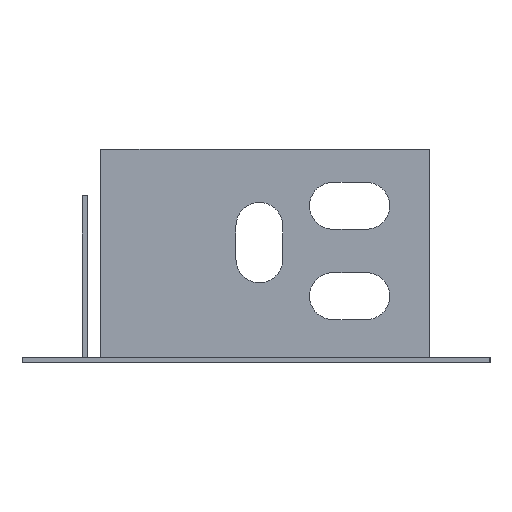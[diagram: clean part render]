
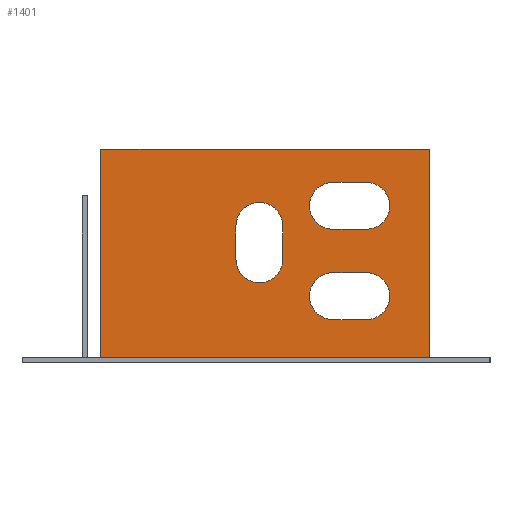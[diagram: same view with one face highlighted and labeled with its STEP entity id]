
A CAD part, left-side view. The second image highlights one B-rep face of the part: STEP entity #1401.
In plain terms, the highlighted planar face has unit normal (-1, 0, 0).
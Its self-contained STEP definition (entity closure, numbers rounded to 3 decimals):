
#5 = DIRECTION ( 'NONE',  ( 0., -1., 0. ) ) ;
#24 = PLANE ( 'NONE',  #199 ) ;
#49 = CARTESIAN_POINT ( 'NONE',  ( -75.8, -26., 32. ) ) ;
#56 = LINE ( 'NONE', #2173, #3149 ) ;
#77 = CARTESIAN_POINT ( 'NONE',  ( -75.8, -11.5, 10. ) ) ;
#87 = CIRCLE ( 'NONE', #1538, 3.5 ) ;
#91 = EDGE_CURVE ( 'NONE', #2115, #144, #2940, .T. ) ;
#95 = CARTESIAN_POINT ( 'NONE',  ( -75.8, -11.5, 23.5 ) ) ;
#98 = DIRECTION ( 'NONE',  ( 0., -1., 0. ) ) ;
#120 = DIRECTION ( 'NONE',  ( 0., 1., 0. ) ) ;
#144 = VERTEX_POINT ( 'NONE', #1819 ) ;
#159 = CARTESIAN_POINT ( 'NONE',  ( -75.8, -0.5, 15.5 ) ) ;
#161 = VECTOR ( 'NONE', #424, 1000. ) ;
#199 = AXIS2_PLACEMENT_3D ( 'NONE', #1817, #2111, #319 ) ;
#211 = EDGE_CURVE ( 'NONE', #1392, #512, #1778, .T. ) ;
#216 = EDGE_CURVE ( 'NONE', #144, #2687, #87, .T. ) ;
#240 = CIRCLE ( 'NONE', #2945, 3.5 ) ;
#268 = EDGE_LOOP ( 'NONE', ( #3101, #823, #1607, #2396, #1710 ) ) ;
#306 = EDGE_CURVE ( 'NONE', #1175, #536, #240, .T. ) ;
#310 = CARTESIAN_POINT ( 'NONE',  ( -75.8, -16.5, 27. ) ) ;
#319 = DIRECTION ( 'NONE',  ( 0., 0., -1. ) ) ;
#334 = VERTEX_POINT ( 'NONE', #2002 ) ;
#366 = DIRECTION ( 'NONE',  ( 0., 0., -1. ) ) ;
#383 = DIRECTION ( 'NONE',  ( 0., 0., -1. ) ) ;
#424 = DIRECTION ( 'NONE',  ( 0., 0., 1. ) ) ;
#441 = CARTESIAN_POINT ( 'NONE',  ( -75.8, -11.5, 27. ) ) ;
#456 = DIRECTION ( 'NONE',  ( 0., 0., -1. ) ) ;
#457 = CARTESIAN_POINT ( 'NONE',  ( -75.8, -16.5, 6.5 ) ) ;
#512 = VERTEX_POINT ( 'NONE', #3894 ) ;
#519 = VECTOR ( 'NONE', #648, 1000. ) ;
#536 = VERTEX_POINT ( 'NONE', #310 ) ;
#554 = EDGE_CURVE ( 'NONE', #1118, #3416, #810, .T. ) ;
#622 = DIRECTION ( 'NONE',  ( 0., 0., -1. ) ) ;
#623 = ORIENTED_EDGE ( 'NONE', *, *, #3534, .T. ) ;
#625 = EDGE_CURVE ( 'NONE', #1588, #3416, #2904, .T. ) ;
#628 = VECTOR ( 'NONE', #98, 1000. ) ;
#648 = DIRECTION ( 'NONE',  ( 0., 0., 1. ) ) ;
#678 = EDGE_CURVE ( 'NONE', #512, #2190, #2020, .T. ) ;
#743 = DIRECTION ( 'NONE',  ( 0., 1., 0. ) ) ;
#746 = CARTESIAN_POINT ( 'NONE',  ( -75.8, -0.5, 20.5 ) ) ;
#790 = EDGE_CURVE ( 'NONE', #536, #3883, #1645, .T. ) ;
#810 = LINE ( 'NONE', #2413, #3201 ) ;
#823 = ORIENTED_EDGE ( 'NONE', *, *, #905, .T. ) ;
#836 = EDGE_LOOP ( 'NONE', ( #623, #2211, #3007, #2306 ) ) ;
#837 = CARTESIAN_POINT ( 'NONE',  ( -75.8, 3., 20.5 ) ) ;
#850 = VECTOR ( 'NONE', #120, 1000. ) ;
#879 = VERTEX_POINT ( 'NONE', #3377 ) ;
#899 = DIRECTION ( 'NONE',  ( 0., 0., -1. ) ) ;
#905 = EDGE_CURVE ( 'NONE', #2984, #1588, #56, .T. ) ;
#959 = LINE ( 'NONE', #3591, #3171 ) ;
#1019 = CARTESIAN_POINT ( 'NONE',  ( -75.8, -11.5, 27. ) ) ;
#1025 = CARTESIAN_POINT ( 'NONE',  ( -75.8, -4., 20.5 ) ) ;
#1049 = DIRECTION ( 'NONE',  ( 0., 0., -1. ) ) ;
#1089 = CARTESIAN_POINT ( 'NONE',  ( -75.8, -26., 32. ) ) ;
#1094 = DIRECTION ( 'NONE',  ( -1., 0., 0. ) ) ;
#1118 = VERTEX_POINT ( 'NONE', #1089 ) ;
#1175 = VERTEX_POINT ( 'NONE', #2305 ) ;
#1218 = CARTESIAN_POINT ( 'NONE',  ( -75.8, -16.5, 13.5 ) ) ;
#1235 = ORIENTED_EDGE ( 'NONE', *, *, #678, .F. ) ;
#1254 = AXIS2_PLACEMENT_3D ( 'NONE', #746, #2833, #1049 ) ;
#1256 = EDGE_CURVE ( 'NONE', #2190, #3587, #2802, .T. ) ;
#1292 = DIRECTION ( 'NONE',  ( 0., -1., 0. ) ) ;
#1324 = ORIENTED_EDGE ( 'NONE', *, *, #1860, .F. ) ;
#1392 = VERTEX_POINT ( 'NONE', #1218 ) ;
#1401 = ADVANCED_FACE ( 'NONE', ( #1547, #3860, #3041, #3143 ), #24, .F. ) ;
#1403 = CARTESIAN_POINT ( 'NONE',  ( -75.8, -16.5, 23.5 ) ) ;
#1471 = CARTESIAN_POINT ( 'NONE',  ( -75.8, 3., 15.5 ) ) ;
#1538 = AXIS2_PLACEMENT_3D ( 'NONE', #159, #2243, #456 ) ;
#1547 = FACE_BOUND ( 'NONE', #3836, .T. ) ;
#1560 = LINE ( 'NONE', #2221, #161 ) ;
#1580 = VECTOR ( 'NONE', #743, 1000. ) ;
#1588 = VERTEX_POINT ( 'NONE', #2336 ) ;
#1607 = ORIENTED_EDGE ( 'NONE', *, *, #625, .T. ) ;
#1645 = LINE ( 'NONE', #1019, #850 ) ;
#1708 = DIRECTION ( 'NONE',  ( 0., 0., -1. ) ) ;
#1710 = ORIENTED_EDGE ( 'NONE', *, *, #2958, .F. ) ;
#1735 = AXIS2_PLACEMENT_3D ( 'NONE', #95, #2178, #383 ) ;
#1752 = CARTESIAN_POINT ( 'NONE',  ( -75.8, -11.5, 6.5 ) ) ;
#1778 = LINE ( 'NONE', #2526, #1580 ) ;
#1817 = CARTESIAN_POINT ( 'NONE',  ( -75.8, 23.2, 32. ) ) ;
#1819 = CARTESIAN_POINT ( 'NONE',  ( -75.8, -4., 15.5 ) ) ;
#1860 = EDGE_CURVE ( 'NONE', #3883, #879, #2456, .T. ) ;
#1884 = CARTESIAN_POINT ( 'NONE',  ( -75.8, 23.2, 32. ) ) ;
#1927 = AXIS2_PLACEMENT_3D ( 'NONE', #2871, #1094, #3190 ) ;
#1931 = ORIENTED_EDGE ( 'NONE', *, *, #1256, .F. ) ;
#1980 = CIRCLE ( 'NONE', #1927, 3.5 ) ;
#1990 = LINE ( 'NONE', #3315, #3498 ) ;
#2002 = CARTESIAN_POINT ( 'NONE',  ( -75.8, 23.2, 32. ) ) ;
#2020 = CIRCLE ( 'NONE', #3483, 3.5 ) ;
#2021 = VECTOR ( 'NONE', #2642, 1000. ) ;
#2028 = ORIENTED_EDGE ( 'NONE', *, *, #211, .F. ) ;
#2082 = CARTESIAN_POINT ( 'NONE',  ( -75.8, -26., 0.8 ) ) ;
#2111 = DIRECTION ( 'NONE',  ( 1., 0., 0. ) ) ;
#2115 = VERTEX_POINT ( 'NONE', #3817 ) ;
#2119 = ORIENTED_EDGE ( 'NONE', *, *, #790, .F. ) ;
#2122 = LINE ( 'NONE', #1884, #628 ) ;
#2156 = DIRECTION ( 'NONE',  ( -1., 0., 0. ) ) ;
#2173 = CARTESIAN_POINT ( 'NONE',  ( -75.8, 23.2, 0. ) ) ;
#2178 = DIRECTION ( 'NONE',  ( -1., 0., 0. ) ) ;
#2190 = VERTEX_POINT ( 'NONE', #2322 ) ;
#2209 = CIRCLE ( 'NONE', #1254, 3.5 ) ;
#2211 = ORIENTED_EDGE ( 'NONE', *, *, #3861, .T. ) ;
#2221 = CARTESIAN_POINT ( 'NONE',  ( -75.8, 3., 20.5 ) ) ;
#2243 = DIRECTION ( 'NONE',  ( 1., 0., 0. ) ) ;
#2305 = CARTESIAN_POINT ( 'NONE',  ( -75.8, -16.5, 20. ) ) ;
#2306 = ORIENTED_EDGE ( 'NONE', *, *, #216, .T. ) ;
#2322 = CARTESIAN_POINT ( 'NONE',  ( -75.8, -11.5, 6.5 ) ) ;
#2336 = CARTESIAN_POINT ( 'NONE',  ( -75.8, -26., 0. ) ) ;
#2396 = ORIENTED_EDGE ( 'NONE', *, *, #554, .F. ) ;
#2413 = CARTESIAN_POINT ( 'NONE',  ( -75.8, -26., 33.146 ) ) ;
#2455 = EDGE_LOOP ( 'NONE', ( #3631, #1324, #2119, #2916 ) ) ;
#2456 = CIRCLE ( 'NONE', #1735, 3.5 ) ;
#2526 = CARTESIAN_POINT ( 'NONE',  ( -75.8, -11.5, 13.5 ) ) ;
#2642 = DIRECTION ( 'NONE',  ( 0., -1., 0. ) ) ;
#2687 = VERTEX_POINT ( 'NONE', #1471 ) ;
#2726 = EDGE_CURVE ( 'NONE', #879, #1175, #959, .T. ) ;
#2797 = EDGE_CURVE ( 'NONE', #334, #2984, #1990, .T. ) ;
#2802 = LINE ( 'NONE', #1752, #2021 ) ;
#2812 = ORIENTED_EDGE ( 'NONE', *, *, #3624, .F. ) ;
#2833 = DIRECTION ( 'NONE',  ( 1., 0., 0. ) ) ;
#2871 = CARTESIAN_POINT ( 'NONE',  ( -75.8, -16.5, 10. ) ) ;
#2904 = LINE ( 'NONE', #49, #519 ) ;
#2916 = ORIENTED_EDGE ( 'NONE', *, *, #306, .F. ) ;
#2940 = LINE ( 'NONE', #1025, #3648 ) ;
#2945 = AXIS2_PLACEMENT_3D ( 'NONE', #1403, #3504, #1708 ) ;
#2958 = EDGE_CURVE ( 'NONE', #334, #1118, #2122, .T. ) ;
#2984 = VERTEX_POINT ( 'NONE', #3087 ) ;
#3007 = ORIENTED_EDGE ( 'NONE', *, *, #91, .T. ) ;
#3041 = FACE_BOUND ( 'NONE', #836, .T. ) ;
#3087 = CARTESIAN_POINT ( 'NONE',  ( -75.8, 23.2, 0. ) ) ;
#3101 = ORIENTED_EDGE ( 'NONE', *, *, #2797, .T. ) ;
#3143 = FACE_OUTER_BOUND ( 'NONE', #268, .T. ) ;
#3149 = VECTOR ( 'NONE', #1292, 1000. ) ;
#3171 = VECTOR ( 'NONE', #5, 1000. ) ;
#3190 = DIRECTION ( 'NONE',  ( 0., 0., -1. ) ) ;
#3201 = VECTOR ( 'NONE', #622, 1000. ) ;
#3282 = VERTEX_POINT ( 'NONE', #837 ) ;
#3315 = CARTESIAN_POINT ( 'NONE',  ( -75.8, 23.2, 32. ) ) ;
#3377 = CARTESIAN_POINT ( 'NONE',  ( -75.8, -11.5, 20. ) ) ;
#3416 = VERTEX_POINT ( 'NONE', #2082 ) ;
#3483 = AXIS2_PLACEMENT_3D ( 'NONE', #77, #2156, #366 ) ;
#3498 = VECTOR ( 'NONE', #899, 1000. ) ;
#3504 = DIRECTION ( 'NONE',  ( -1., 0., 0. ) ) ;
#3534 = EDGE_CURVE ( 'NONE', #2687, #3282, #1560, .T. ) ;
#3587 = VERTEX_POINT ( 'NONE', #457 ) ;
#3591 = CARTESIAN_POINT ( 'NONE',  ( -75.8, -11.5, 20. ) ) ;
#3624 = EDGE_CURVE ( 'NONE', #3587, #1392, #1980, .T. ) ;
#3631 = ORIENTED_EDGE ( 'NONE', *, *, #2726, .F. ) ;
#3648 = VECTOR ( 'NONE', #3895, 1000. ) ;
#3817 = CARTESIAN_POINT ( 'NONE',  ( -75.8, -4., 20.5 ) ) ;
#3836 = EDGE_LOOP ( 'NONE', ( #1931, #1235, #2028, #2812 ) ) ;
#3860 = FACE_BOUND ( 'NONE', #2455, .T. ) ;
#3861 = EDGE_CURVE ( 'NONE', #3282, #2115, #2209, .T. ) ;
#3883 = VERTEX_POINT ( 'NONE', #441 ) ;
#3894 = CARTESIAN_POINT ( 'NONE',  ( -75.8, -11.5, 13.5 ) ) ;
#3895 = DIRECTION ( 'NONE',  ( 0., 0., -1. ) ) ;
